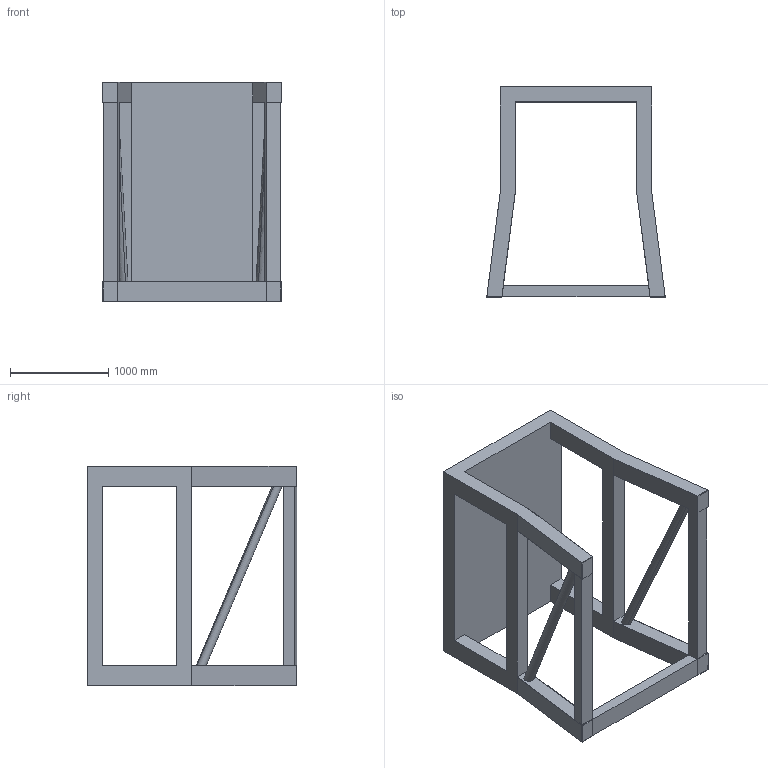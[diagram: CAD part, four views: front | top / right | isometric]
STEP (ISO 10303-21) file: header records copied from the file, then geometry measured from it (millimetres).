
FILE_DESCRIPTION (( 'STEP AP214' ), '1' );
FILE_NAME ('RigFrame_Top.STEP', '2018-12-17T18:00:55', ( '' ), ( '' ), 'SwSTEP 2.0', 'SolidWorks 2016', '' );
FILE_SCHEMA (( 'AUTOMOTIVE_DESIGN' ));
Length unit declared in the file: inch
Products named in the file (1): RigFrame_Top
Bounding box: 1816.44 x 2139.73 x 2237.2 mm (x, y, z)
Volume: 985439177.8 mm3; surface area: 19826532.1 mm2
Topology: 1 solids, 1 shells, 114 faces, 329 edges, 209 vertices
Faces by surface type: plane 110, bspline 4
Entity records: 4880 total; most frequent: CARTESIAN_POINT 1733, ORIENTED_EDGE 658, DIRECTION 539, EDGE_CURVE 329, LINE 317, VECTOR 317, VERTEX_POINT 209, EDGE_LOOP 120
